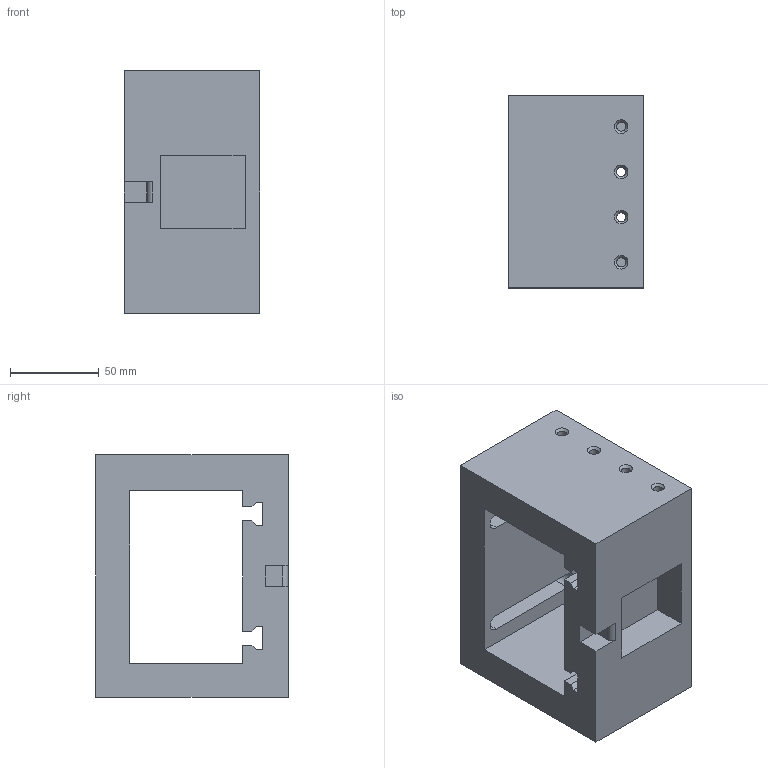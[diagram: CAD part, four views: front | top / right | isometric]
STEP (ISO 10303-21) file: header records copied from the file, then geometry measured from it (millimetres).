
FILE_DESCRIPTION(/* description */ (''),/* implementation_level */ '2;1');
FILE_NAME(/* name */ 'Guide Post v8.step',/* time_stamp */ '2024-06-08T17:46:13-04:00',/* author */ (''),/* organization */ (''),/* preprocessor_version */ 'ST-DEVELOPER v20',/* originating_system */ 'Autodesk Translation Framework v13.14.0.145',/* authorisation */ '');
FILE_SCHEMA (('AUTOMOTIVE_DESIGN { 1 0 10303 214 3 1 1 }'));
Length unit declared in the file: inch
Products named in the file (2): Guide Post; V2
Assembly tree (1 placements, depth 2):
  Guide Post
    V2
Bounding box: 76.2 x 107.95 x 136.4 mm (x, y, z)
Volume: 568548.1 mm3; surface area: 92515.3 mm2
Topology: 1 solids, 3 shells, 70 faces, 175 edges, 114 vertices
Faces by surface type: plane 47, cylinder 15, cone 8
Full cylindrical faces by diameter (mm): 5.116 x10
Entity records: 2165 total; most frequent: CARTESIAN_POINT 362, DIRECTION 361, ORIENTED_EDGE 350, EDGE_CURVE 175, LINE 135, VECTOR 135, VERTEX_POINT 114, AXIS2_PLACEMENT_3D 113
